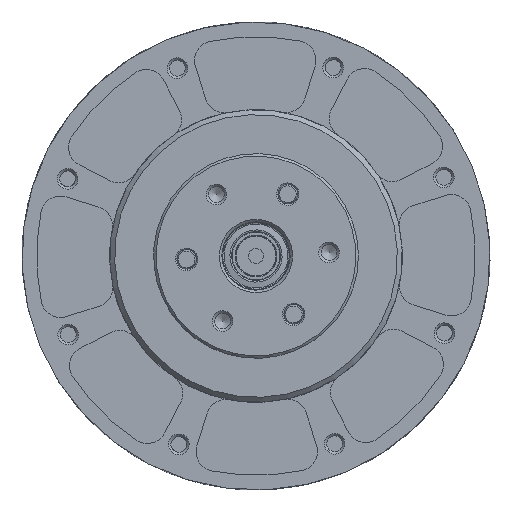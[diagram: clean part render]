
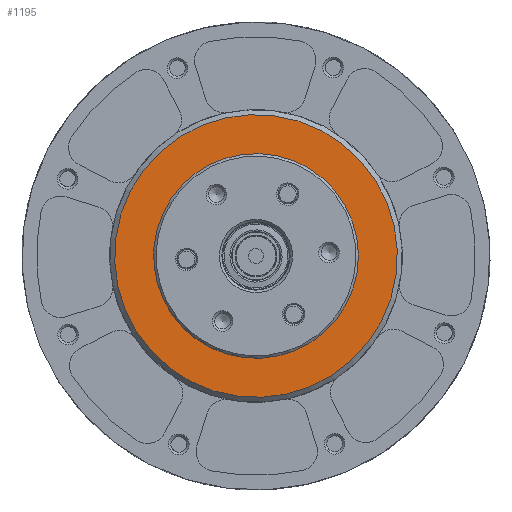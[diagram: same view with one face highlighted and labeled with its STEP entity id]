
A CAD part, left-side view. The second image highlights one B-rep face of the part: STEP entity #1195.
In plain terms, the highlighted planar face has unit normal (-1, 0, 0).
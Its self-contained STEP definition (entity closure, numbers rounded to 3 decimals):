
#521=FACE_BOUND('',#2584,.T.);
#522=FACE_BOUND('',#2585,.T.);
#702=PLANE('',#11727);
#1195=ADVANCED_FACE('',(#521,#522),#702,.T.);
#2584=EDGE_LOOP('',(#5087));
#2585=EDGE_LOOP('',(#5088,#5089));
#3173=CIRCLE('',#11437,21.);
#3174=CIRCLE('',#11438,21.);
#3387=CIRCLE('',#11725,29.);
#5087=ORIENTED_EDGE('',*,*,#8686,.F.);
#5088=ORIENTED_EDGE('',*,*,#8334,.T.);
#5089=ORIENTED_EDGE('',*,*,#8335,.T.);
#7150=VERTEX_POINT('',#16847);
#7151=VERTEX_POINT('',#16849);
#7400=VERTEX_POINT('',#17523);
#8334=EDGE_CURVE('',#7151,#7150,#3173,.T.);
#8335=EDGE_CURVE('',#7150,#7151,#3174,.T.);
#8686=EDGE_CURVE('',#7400,#7400,#3387,.T.);
#11437=AXIS2_PLACEMENT_3D('',#16848,#13361,#13362);
#11438=AXIS2_PLACEMENT_3D('',#16850,#13363,#13364);
#11725=AXIS2_PLACEMENT_3D('',#17524,#14075,#14076);
#11727=AXIS2_PLACEMENT_3D('',#17526,#14079,#14080);
#13361=DIRECTION('',(1.,0.,0.));
#13362=DIRECTION('',(0.,-0.386,-0.922));
#13363=DIRECTION('',(1.,0.,0.));
#13364=DIRECTION('',(0.,-0.386,-0.922));
#14075=DIRECTION('',(1.,0.,0.));
#14076=DIRECTION('',(0.,0.386,0.922));
#14079=DIRECTION('',(-1.,0.,0.));
#14080=DIRECTION('',(0.,-0.922,0.386));
#16847=CARTESIAN_POINT('',(0.5,9.476,18.74));
#16848=CARTESIAN_POINT('',(0.5,0.,0.));
#16849=CARTESIAN_POINT('',(0.5,-8.114,-19.369));
#16850=CARTESIAN_POINT('',(0.5,0.,0.));
#17523=CARTESIAN_POINT('',(0.5,11.205,26.748));
#17524=CARTESIAN_POINT('',(0.5,0.,0.));
#17526=CARTESIAN_POINT('',(0.5,0.,0.));
